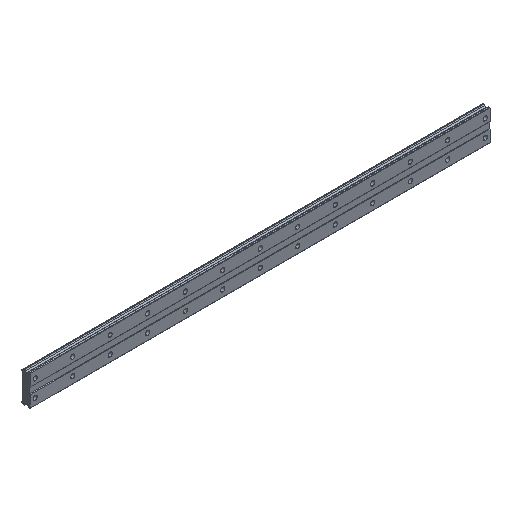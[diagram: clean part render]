
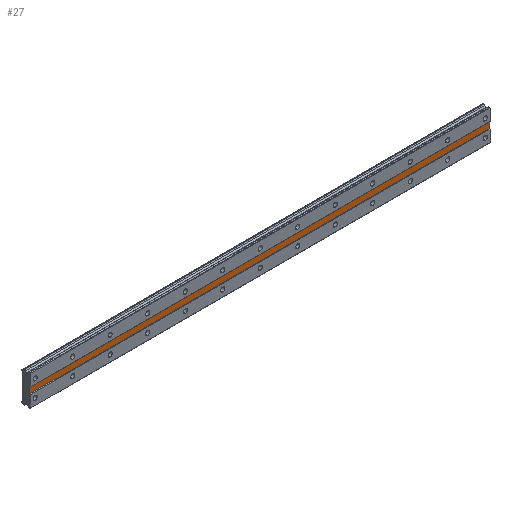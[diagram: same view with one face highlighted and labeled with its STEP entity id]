
A CAD part, isometric view. The second image highlights one B-rep face of the part: STEP entity #27.
In plain terms, the highlighted planar face has unit normal (0, -1, 0).
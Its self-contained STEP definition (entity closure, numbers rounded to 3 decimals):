
#27 = ADVANCED_FACE ( 'NONE', ( #2396 ), #3108, .F. ) ;
#187 = DIRECTION ( 'NONE',  ( 1., 0., 0. ) ) ;
#337 = DIRECTION ( 'NONE',  ( 1., 0., 0. ) ) ;
#1131 = CARTESIAN_POINT ( 'NONE',  ( 485., 0.5, 16.615 ) ) ;
#1333 = CARTESIAN_POINT ( 'NONE',  ( -5., 0.5, 16.615 ) ) ;
#1525 = VECTOR ( 'NONE', #187, 1000. ) ;
#1610 = CARTESIAN_POINT ( 'NONE',  ( 485., 0.5, -3. ) ) ;
#1708 = CARTESIAN_POINT ( 'NONE',  ( -5., 0.5, 3. ) ) ;
#1780 = ORIENTED_EDGE ( 'NONE', *, *, #4930, .F. ) ;
#1900 = DIRECTION ( 'NONE',  ( 0., 1., 0. ) ) ;
#2024 = VERTEX_POINT ( 'NONE', #2272 ) ;
#2037 = VECTOR ( 'NONE', #337, 1000. ) ;
#2145 = DIRECTION ( 'NONE',  ( 0., 0., -1. ) ) ;
#2184 = CARTESIAN_POINT ( 'NONE',  ( 485., 0.5, 3. ) ) ;
#2267 = AXIS2_PLACEMENT_3D ( 'NONE', #4310, #1900, #5070 ) ;
#2272 = CARTESIAN_POINT ( 'NONE',  ( -5., 0.5, -3. ) ) ;
#2396 = FACE_OUTER_BOUND ( 'NONE', #5090, .T. ) ;
#2408 = EDGE_CURVE ( 'NONE', #4715, #4599, #4157, .T. ) ;
#2442 = VERTEX_POINT ( 'NONE', #3657 ) ;
#2504 = ORIENTED_EDGE ( 'NONE', *, *, #3674, .T. ) ;
#2589 = EDGE_CURVE ( 'NONE', #4715, #2024, #4171, .T. ) ;
#2731 = DIRECTION ( 'NONE',  ( 0., 0., -1. ) ) ;
#3108 = PLANE ( 'NONE',  #2267 ) ;
#3146 = ORIENTED_EDGE ( 'NONE', *, *, #2408, .F. ) ;
#3657 = CARTESIAN_POINT ( 'NONE',  ( 485., 0.5, -3. ) ) ;
#3674 = EDGE_CURVE ( 'NONE', #2024, #2442, #4758, .T. ) ;
#3680 = ORIENTED_EDGE ( 'NONE', *, *, #2589, .T. ) ;
#3909 = VECTOR ( 'NONE', #2731, 1000. ) ;
#4021 = VECTOR ( 'NONE', #2145, 1000. ) ;
#4060 = CARTESIAN_POINT ( 'NONE',  ( 485., 0.5, 3. ) ) ;
#4157 = LINE ( 'NONE', #2184, #1525 ) ;
#4171 = LINE ( 'NONE', #1333, #4021 ) ;
#4310 = CARTESIAN_POINT ( 'NONE',  ( 485., 0.5, 3. ) ) ;
#4354 = LINE ( 'NONE', #1131, #3909 ) ;
#4599 = VERTEX_POINT ( 'NONE', #4060 ) ;
#4715 = VERTEX_POINT ( 'NONE', #1708 ) ;
#4758 = LINE ( 'NONE', #1610, #2037 ) ;
#4930 = EDGE_CURVE ( 'NONE', #4599, #2442, #4354, .T. ) ;
#5070 = DIRECTION ( 'NONE',  ( 0., 0., 1. ) ) ;
#5090 = EDGE_LOOP ( 'NONE', ( #2504, #1780, #3146, #3680 ) ) ;
